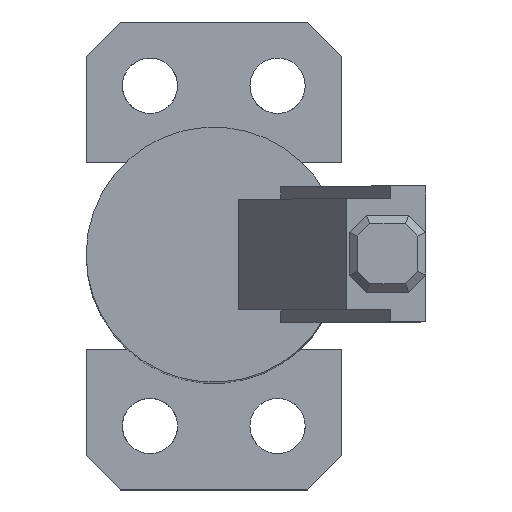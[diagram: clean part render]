
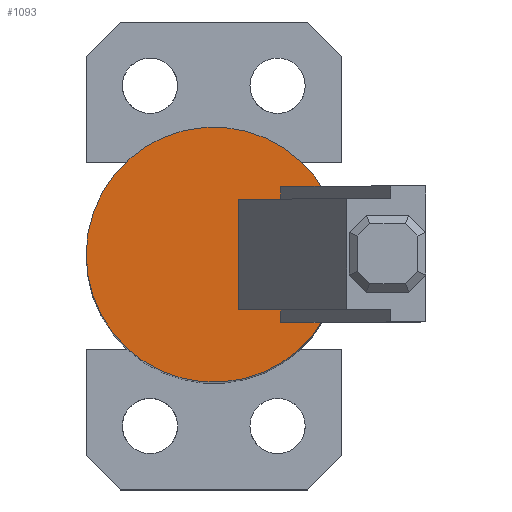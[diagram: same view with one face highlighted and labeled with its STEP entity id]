
A CAD part, top view. The second image highlights one B-rep face of the part: STEP entity #1093.
In plain terms, the highlighted planar face has unit normal (0, 0, 1).
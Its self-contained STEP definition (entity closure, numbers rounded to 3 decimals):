
#1016=AXIS2_PLACEMENT_3D('Plane Axis2P3D',#1013,#1014,#1015) ;
#728=CARTESIAN_POINT('Line Origine',(11.999,0.,0.)) ;
#732=CARTESIAN_POINT('Vertex',(11.999,-8.,0.)) ;
#734=CARTESIAN_POINT('Vertex',(11.999,8.,0.)) ;
#770=CARTESIAN_POINT('Vertex',(7.868,8.,0.)) ;
#773=CARTESIAN_POINT('Line Origine',(9.933,8.,0.)) ;
#790=CARTESIAN_POINT('Line Origine',(7.868,7.25,0.)) ;
#794=CARTESIAN_POINT('Vertex',(7.868,6.5,0.)) ;
#818=CARTESIAN_POINT('Vertex',(2.93,6.5,0.)) ;
#828=CARTESIAN_POINT('Line Origine',(5.399,6.5,0.)) ;
#870=CARTESIAN_POINT('Line Origine',(5.399,-6.5,0.)) ;
#874=CARTESIAN_POINT('Vertex',(7.868,-6.5,0.)) ;
#876=CARTESIAN_POINT('Vertex',(2.93,-6.5,0.)) ;
#902=CARTESIAN_POINT('Line Origine',(7.868,-7.25,0.)) ;
#906=CARTESIAN_POINT('Vertex',(7.868,-8.,0.)) ;
#926=CARTESIAN_POINT('Line Origine',(9.933,-8.,0.)) ;
#1013=CARTESIAN_POINT('Axis2P3D Location',(0.,0.,0.)) ;
#1019=CARTESIAN_POINT('Control Point',(15.,0.,0.)) ;
#1020=CARTESIAN_POINT('Control Point',(15.,-1.518,0.)) ;
#1021=CARTESIAN_POINT('Control Point',(14.808,-3.036,0.)) ;
#1022=CARTESIAN_POINT('Control Point',(14.424,-4.521,0.)) ;
#1023=CARTESIAN_POINT('Control Point',(13.289,-7.363,0.)) ;
#1024=CARTESIAN_POINT('Control Point',(11.481,-9.832,0.)) ;
#1025=CARTESIAN_POINT('Control Point',(10.425,-10.945,0.)) ;
#1026=CARTESIAN_POINT('Control Point',(8.055,-12.881,0.)) ;
#1027=CARTESIAN_POINT('Control Point',(5.278,-14.165,0.)) ;
#1028=CARTESIAN_POINT('Control Point',(3.815,-14.627,0.)) ;
#1029=CARTESIAN_POINT('Control Point',(0.803,-15.171,0.)) ;
#1030=CARTESIAN_POINT('Control Point',(-2.248,-14.948,0.)) ;
#1031=CARTESIAN_POINT('Control Point',(-3.752,-14.643,0.)) ;
#1032=CARTESIAN_POINT('Control Point',(-6.65,-13.659,0.)) ;
#1033=CARTESIAN_POINT('Control Point',(-9.211,-11.985,0.)) ;
#1034=CARTESIAN_POINT('Control Point',(-10.379,-10.99,0.)) ;
#1035=CARTESIAN_POINT('Control Point',(-12.437,-8.725,0.)) ;
#1036=CARTESIAN_POINT('Control Point',(-13.866,-6.019,0.)) ;
#1037=CARTESIAN_POINT('Control Point',(-14.405,-4.583,0.)) ;
#1038=CARTESIAN_POINT('Control Point',(-14.829,-2.782,0.)) ;
#1039=CARTESIAN_POINT('Control Point',(-14.975,-0.952,0.)) ;
#1040=CARTESIAN_POINT('Control Point',(-14.992,-0.635,0.)) ;
#1041=CARTESIAN_POINT('Control Point',(-15.,-0.317,0.)) ;
#1042=CARTESIAN_POINT('Control Point',(-15.,0.,0.)) ;
#1043=CARTESIAN_POINT('Vertex',(15.,0.,0.)) ;
#1045=CARTESIAN_POINT('Vertex',(-15.,0.,0.)) ;
#1049=CARTESIAN_POINT('Control Point',(-15.,0.,0.)) ;
#1050=CARTESIAN_POINT('Control Point',(-15.,1.518,0.)) ;
#1051=CARTESIAN_POINT('Control Point',(-14.808,3.036,0.)) ;
#1052=CARTESIAN_POINT('Control Point',(-14.424,4.521,0.)) ;
#1053=CARTESIAN_POINT('Control Point',(-13.289,7.363,0.)) ;
#1054=CARTESIAN_POINT('Control Point',(-11.481,9.832,0.)) ;
#1055=CARTESIAN_POINT('Control Point',(-10.425,10.945,0.)) ;
#1056=CARTESIAN_POINT('Control Point',(-8.055,12.881,0.)) ;
#1057=CARTESIAN_POINT('Control Point',(-5.278,14.165,0.)) ;
#1058=CARTESIAN_POINT('Control Point',(-3.815,14.627,0.)) ;
#1059=CARTESIAN_POINT('Control Point',(-0.803,15.171,0.)) ;
#1060=CARTESIAN_POINT('Control Point',(2.248,14.948,0.)) ;
#1061=CARTESIAN_POINT('Control Point',(3.752,14.643,0.)) ;
#1062=CARTESIAN_POINT('Control Point',(6.65,13.659,0.)) ;
#1063=CARTESIAN_POINT('Control Point',(9.211,11.985,0.)) ;
#1064=CARTESIAN_POINT('Control Point',(10.379,10.99,0.)) ;
#1065=CARTESIAN_POINT('Control Point',(12.437,8.725,0.)) ;
#1066=CARTESIAN_POINT('Control Point',(13.866,6.019,0.)) ;
#1067=CARTESIAN_POINT('Control Point',(14.405,4.583,0.)) ;
#1068=CARTESIAN_POINT('Control Point',(14.829,2.782,0.)) ;
#1069=CARTESIAN_POINT('Control Point',(14.975,0.952,0.)) ;
#1070=CARTESIAN_POINT('Control Point',(14.992,0.635,0.)) ;
#1071=CARTESIAN_POINT('Control Point',(15.,0.317,0.)) ;
#1072=CARTESIAN_POINT('Control Point',(15.,0.,0.)) ;
#1078=CARTESIAN_POINT('Line Origine',(2.93,0.,0.)) ;
#729=DIRECTION('Vector Direction',(0.,1.,0.)) ;
#774=DIRECTION('Vector Direction',(-1.,0.,0.)) ;
#791=DIRECTION('Vector Direction',(0.,1.,0.)) ;
#829=DIRECTION('Vector Direction',(-1.,0.,0.)) ;
#871=DIRECTION('Vector Direction',(-1.,0.,0.)) ;
#903=DIRECTION('Vector Direction',(0.,1.,0.)) ;
#927=DIRECTION('Vector Direction',(-1.,0.,0.)) ;
#1014=DIRECTION('Axis2P3D Direction',(0.,0.,1.)) ;
#1015=DIRECTION('Axis2P3D XDirection',(-1.,0.,0.)) ;
#1079=DIRECTION('Vector Direction',(0.,1.,0.)) ;
#730=VECTOR('Line Direction',#729,1.) ;
#775=VECTOR('Line Direction',#774,1.) ;
#792=VECTOR('Line Direction',#791,1.) ;
#830=VECTOR('Line Direction',#829,1.) ;
#872=VECTOR('Line Direction',#871,1.) ;
#904=VECTOR('Line Direction',#903,1.) ;
#928=VECTOR('Line Direction',#927,1.) ;
#1080=VECTOR('Line Direction',#1079,1.) ;
#1075=ORIENTED_EDGE('',*,*,#1047,.F.) ;
#1076=ORIENTED_EDGE('',*,*,#1073,.F.) ;
#1084=ORIENTED_EDGE('',*,*,#908,.T.) ;
#1085=ORIENTED_EDGE('',*,*,#878,.T.) ;
#1086=ORIENTED_EDGE('',*,*,#1082,.T.) ;
#1087=ORIENTED_EDGE('',*,*,#832,.F.) ;
#1088=ORIENTED_EDGE('',*,*,#796,.T.) ;
#1089=ORIENTED_EDGE('',*,*,#777,.F.) ;
#1090=ORIENTED_EDGE('',*,*,#736,.F.) ;
#1091=ORIENTED_EDGE('',*,*,#930,.T.) ;
#1092=FACE_BOUND('',#1083,.T.) ;
#1093=ADVANCED_FACE('01_SSR04_\X2\4E38578B30B330A230593063307D3093672C4F53\X0\',(#1077,#1092),#1017,.T.) ;
#1018=B_SPLINE_CURVE_WITH_KNOTS('',5,(#1019,#1020,#1021,#1022,#1023,#1024,#1025,#1026,#1027,#1028,#1029,#1030,#1031,#1032,#1033,#1034,#1035,#1036,#1037,#1038,#1039,#1040,#1041,#1042),.UNSPECIFIED.,.F.,.U.,(6,3,3,3,3,3,3,6),(0.,10.733,21.466,32.199,42.932,53.665,64.398,66.642),.UNSPECIFIED.) ;
#1048=B_SPLINE_CURVE_WITH_KNOTS('',5,(#1049,#1050,#1051,#1052,#1053,#1054,#1055,#1056,#1057,#1058,#1059,#1060,#1061,#1062,#1063,#1064,#1065,#1066,#1067,#1068,#1069,#1070,#1071,#1072),.UNSPECIFIED.,.F.,.U.,(6,3,3,3,3,3,3,6),(0.,10.733,21.466,32.199,42.932,53.665,64.398,66.642),.UNSPECIFIED.) ;
#736=EDGE_CURVE('',#733,#735,#731,.T.) ;
#777=EDGE_CURVE('',#735,#771,#776,.T.) ;
#796=EDGE_CURVE('',#795,#771,#793,.T.) ;
#832=EDGE_CURVE('',#795,#819,#831,.T.) ;
#878=EDGE_CURVE('',#875,#877,#873,.T.) ;
#908=EDGE_CURVE('',#907,#875,#905,.T.) ;
#930=EDGE_CURVE('',#733,#907,#929,.T.) ;
#1047=EDGE_CURVE('',#1044,#1046,#1018,.T.) ;
#1073=EDGE_CURVE('',#1046,#1044,#1048,.T.) ;
#1082=EDGE_CURVE('',#877,#819,#1081,.T.) ;
#1074=EDGE_LOOP('',(#1075,#1076)) ;
#1083=EDGE_LOOP('',(#1084,#1085,#1086,#1087,#1088,#1089,#1090,#1091)) ;
#1077=FACE_OUTER_BOUND('',#1074,.T.) ;
#731=LINE('Line',#728,#730) ;
#776=LINE('Line',#773,#775) ;
#793=LINE('Line',#790,#792) ;
#831=LINE('Line',#828,#830) ;
#873=LINE('Line',#870,#872) ;
#905=LINE('Line',#902,#904) ;
#929=LINE('Line',#926,#928) ;
#1081=LINE('Line',#1078,#1080) ;
#1017=PLANE('Plane',#1016) ;
#733=VERTEX_POINT('',#732) ;
#735=VERTEX_POINT('',#734) ;
#771=VERTEX_POINT('',#770) ;
#795=VERTEX_POINT('',#794) ;
#819=VERTEX_POINT('',#818) ;
#875=VERTEX_POINT('',#874) ;
#877=VERTEX_POINT('',#876) ;
#907=VERTEX_POINT('',#906) ;
#1044=VERTEX_POINT('',#1043) ;
#1046=VERTEX_POINT('',#1045) ;
